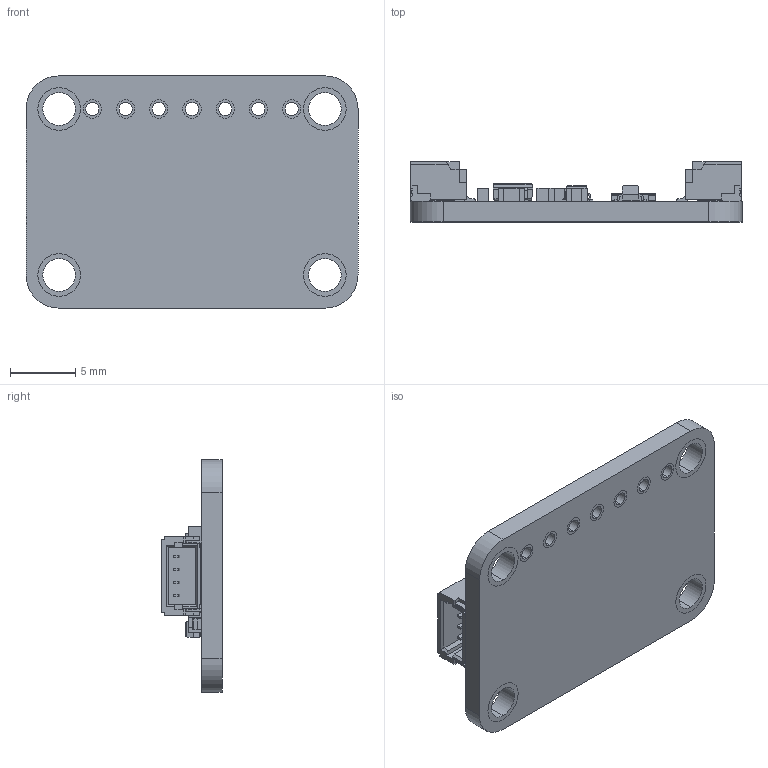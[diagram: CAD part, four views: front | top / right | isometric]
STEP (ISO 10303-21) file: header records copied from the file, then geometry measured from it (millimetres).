
FILE_DESCRIPTION (( 'STEP AP214' ), '1' );
FILE_NAME ('2652.STEP', '2025-02-15T00:21:15', ( '' ), ( '' ), 'SwSTEP 2.0', 'SolidWorks 2021', '' );
FILE_SCHEMA (( 'AUTOMOTIVE_DESIGN' ));
Length unit declared in the file: millimetre
Products named in the file (1): 2652
Bounding box: 25.4 x 4.6 x 17.78 mm (x, y, z)
Volume: 773.9 mm3; surface area: 1878.1 mm2
Topology: 75 solids, 75 shells, 1153 faces, 2900 edges, 1908 vertices
Faces by surface type: plane 889, cylinder 252, torus 8, bspline 4
Entity records: 35031 total; most frequent: CARTESIAN_POINT 6123, ORIENTED_EDGE 5800, DIRECTION 5644, EDGE_CURVE 2900, LINE 2400, VECTOR 2400, VERTEX_POINT 1908, AXIS2_PLACEMENT_3D 1622
